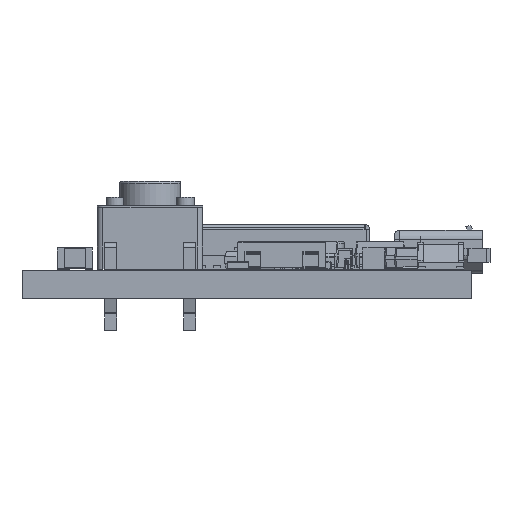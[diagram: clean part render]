
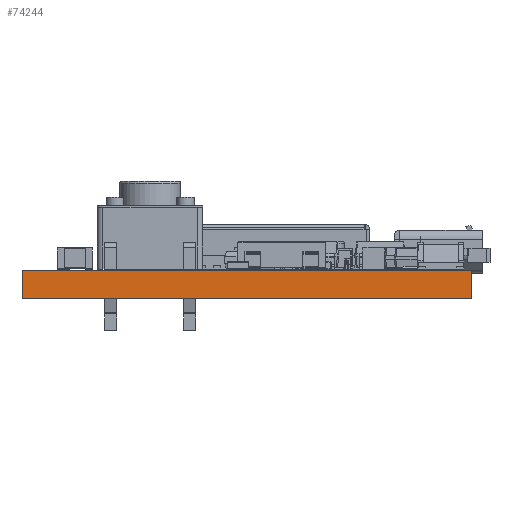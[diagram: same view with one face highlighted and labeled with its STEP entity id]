
A CAD part, left-side view. The second image highlights one B-rep face of the part: STEP entity #74244.
In plain terms, the highlighted planar face has unit normal (-1, 0, 0).
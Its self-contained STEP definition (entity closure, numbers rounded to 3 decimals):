
#74188 = VERTEX_POINT('',#74189);
#74189 = CARTESIAN_POINT('',(-42.,-12.8,1.6));
#74195 = EDGE_CURVE('',#74196,#74188,#74198,.T.);
#74196 = VERTEX_POINT('',#74197);
#74197 = CARTESIAN_POINT('',(-42.,-12.8,0.));
#74198 = LINE('',#74199,#74200);
#74199 = CARTESIAN_POINT('',(-42.,-12.8,0.));
#74200 = VECTOR('',#74201,1.);
#74201 = DIRECTION('',(0.,0.,1.));
#74244 = ADVANCED_FACE('',(#74245),#74270,.T.);
#74245 = FACE_BOUND('',#74246,.T.);
#74246 = EDGE_LOOP('',(#74247,#74248,#74256,#74264));
#74247 = ORIENTED_EDGE('',*,*,#74195,.T.);
#74248 = ORIENTED_EDGE('',*,*,#74249,.T.);
#74249 = EDGE_CURVE('',#74188,#74250,#74252,.T.);
#74250 = VERTEX_POINT('',#74251);
#74251 = CARTESIAN_POINT('',(-42.,12.8,1.6));
#74252 = LINE('',#74253,#74254);
#74253 = CARTESIAN_POINT('',(-42.,-12.8,1.6));
#74254 = VECTOR('',#74255,1.);
#74255 = DIRECTION('',(0.,1.,0.));
#74256 = ORIENTED_EDGE('',*,*,#74257,.F.);
#74257 = EDGE_CURVE('',#74258,#74250,#74260,.T.);
#74258 = VERTEX_POINT('',#74259);
#74259 = CARTESIAN_POINT('',(-42.,12.8,0.));
#74260 = LINE('',#74261,#74262);
#74261 = CARTESIAN_POINT('',(-42.,12.8,0.));
#74262 = VECTOR('',#74263,1.);
#74263 = DIRECTION('',(0.,0.,1.));
#74264 = ORIENTED_EDGE('',*,*,#74265,.F.);
#74265 = EDGE_CURVE('',#74196,#74258,#74266,.T.);
#74266 = LINE('',#74267,#74268);
#74267 = CARTESIAN_POINT('',(-42.,-12.8,0.));
#74268 = VECTOR('',#74269,1.);
#74269 = DIRECTION('',(0.,1.,0.));
#74270 = PLANE('',#74271);
#74271 = AXIS2_PLACEMENT_3D('',#74272,#74273,#74274);
#74272 = CARTESIAN_POINT('',(-42.,-12.8,0.));
#74273 = DIRECTION('',(-1.,0.,0.));
#74274 = DIRECTION('',(0.,1.,0.));
